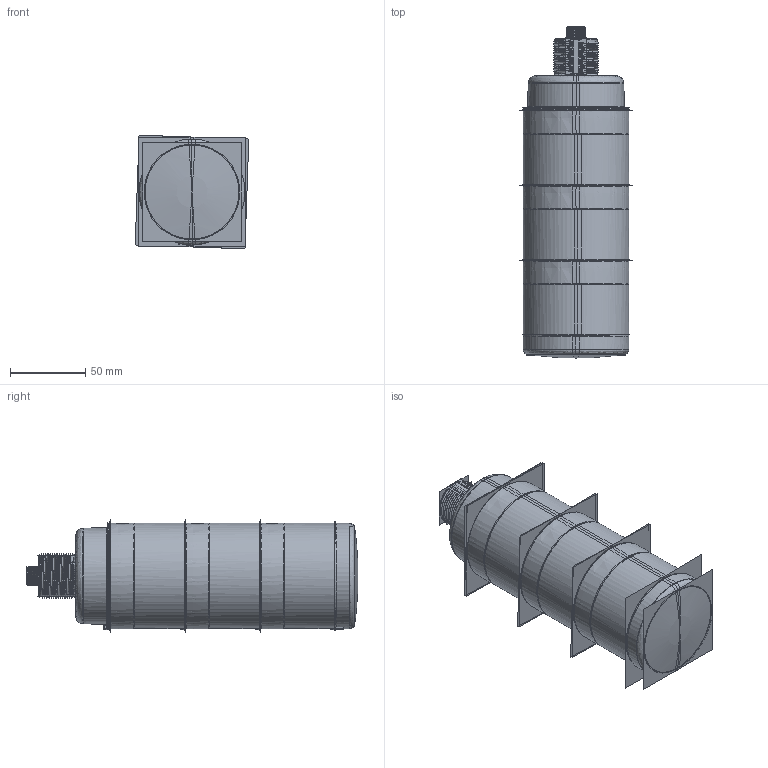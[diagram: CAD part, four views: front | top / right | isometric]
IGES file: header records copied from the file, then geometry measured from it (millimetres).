
Start section:  PTC IGES file: 233621_sm01.igs
Global section: file name: 233621_sm01.igs; native system: Creo Parametric by PTC Inc.; preprocessor: 2022414; author: banengservice; organization: Unknown; date: 20240610.143614; units: millimetre
Bounding box: 75.3 x 220.03 x 75.3 mm (x, y, z)
Volume: 713047 mm3; surface area: 282771.5 mm2
Topology: 1 solids, 1 shells, 648 faces, 3337 edges, 4223 vertices
Faces by surface type: revolution 358, bspline 290
